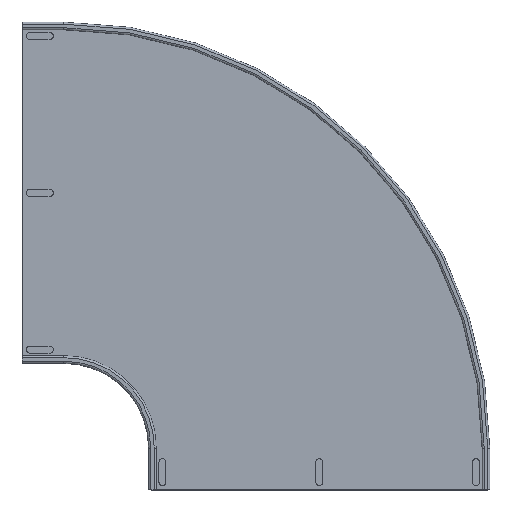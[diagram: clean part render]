
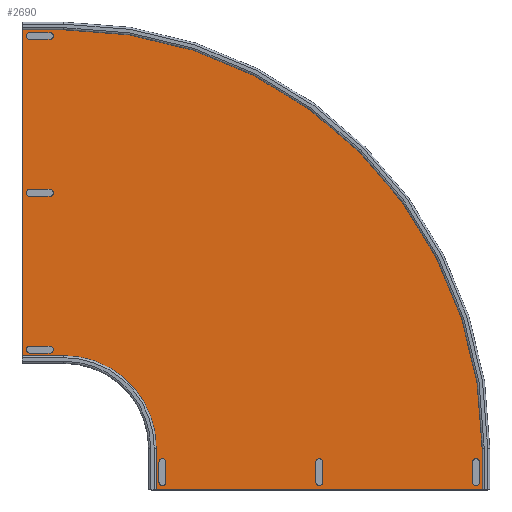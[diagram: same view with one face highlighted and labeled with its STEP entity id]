
A CAD part, top view. The second image highlights one B-rep face of the part: STEP entity #2690.
In plain terms, the highlighted planar face has unit normal (0, 0, 1).
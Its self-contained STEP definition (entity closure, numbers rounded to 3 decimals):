
#134=PLANE('',#2982);
#220=LINE('',#4193,#432);
#221=LINE('',#4199,#433);
#257=LINE('',#4318,#469);
#268=LINE('',#4406,#480);
#324=LINE('',#4565,#536);
#325=LINE('',#4567,#537);
#432=VECTOR('',#3316,1.);
#433=VECTOR('',#3321,1.);
#469=VECTOR('',#3441,1.);
#480=VECTOR('',#3560,1.);
#536=VECTOR('',#3744,1.);
#537=VECTOR('',#3747,1.);
#770=FACE_OUTER_BOUND('',#920,.T.);
#920=EDGE_LOOP('',(#2382,#2383,#2384,#2385,#2386,#2387,#2388,#2389));
#951=CIRCLE('',#2724,499.498);
#1065=CIRCLE('',#2916,102.9);
#1147=VERTEX_POINT('',#3977);
#1148=VERTEX_POINT('',#3979);
#1215=VERTEX_POINT('',#4191);
#1217=VERTEX_POINT('',#4196);
#1218=VERTEX_POINT('',#4198);
#1281=VERTEX_POINT('',#4401);
#1282=VERTEX_POINT('',#4405);
#1321=VERTEX_POINT('',#4563);
#1435=EDGE_CURVE('',#1147,#1148,#951,.T.);
#1542=EDGE_CURVE('',#1215,#1148,#220,.T.);
#1544=EDGE_CURVE('',#1217,#1218,#221,.T.);
#1603=EDGE_CURVE('',#1217,#1215,#257,.T.);
#1647=EDGE_CURVE('',#1281,#1218,#1065,.T.);
#1648=EDGE_CURVE('',#1281,#1282,#268,.T.);
#1728=EDGE_CURVE('',#1147,#1321,#324,.T.);
#1729=EDGE_CURVE('',#1321,#1282,#325,.T.);
#2382=ORIENTED_EDGE('',*,*,#1435,.F.);
#2383=ORIENTED_EDGE('',*,*,#1728,.T.);
#2384=ORIENTED_EDGE('',*,*,#1729,.T.);
#2385=ORIENTED_EDGE('',*,*,#1648,.F.);
#2386=ORIENTED_EDGE('',*,*,#1647,.T.);
#2387=ORIENTED_EDGE('',*,*,#1544,.F.);
#2388=ORIENTED_EDGE('',*,*,#1603,.T.);
#2389=ORIENTED_EDGE('',*,*,#1542,.T.);
#2690=ADVANCED_FACE('',(#770),#134,.T.);
#2724=AXIS2_PLACEMENT_3D('',#3980,#3074,#3075);
#2916=AXIS2_PLACEMENT_3D('',#4403,#3556,#3557);
#2982=AXIS2_PLACEMENT_3D('',#4566,#3745,#3746);
#3074=DIRECTION('center_axis',(0.,0.,
-1.));
#3075=DIRECTION('ref_axis',(0.,1.,0.));
#3316=DIRECTION('',(0.,1.,0.));
#3321=DIRECTION('',(0.,1.,0.));
#3441=DIRECTION('',(1.,0.,0.));
#3556=DIRECTION('center_axis',(0.,0.,
-1.));
#3557=DIRECTION('ref_axis',(0.,1.,0.));
#3560=DIRECTION('',(-1.,0.,0.));
#3744=DIRECTION('',(-1.,0.,0.));
#3745=DIRECTION('center_axis',(0.,0.,1.));
#3746=DIRECTION('ref_axis',(0.,1.,0.));
#3747=DIRECTION('',(0.,-1.,0.));
#3977=CARTESIAN_POINT('',(59.798,408.445,0.9));
#3979=CARTESIAN_POINT('',(559.295,-91.053,0.9));
#3980=CARTESIAN_POINT('Origin',(59.798,-91.053,0.9));
#4191=CARTESIAN_POINT('',(559.295,-140.353,0.9));
#4193=CARTESIAN_POINT('',(559.295,-140.353,0.9));
#4196=CARTESIAN_POINT('',(162.698,-140.353,0.9));
#4198=CARTESIAN_POINT('',(162.698,-91.053,0.9));
#4199=CARTESIAN_POINT('',(162.698,-140.353,0.9));
#4318=CARTESIAN_POINT('',(162.698,-140.353,0.9));
#4401=CARTESIAN_POINT('',(59.798,11.847,0.9));
#4403=CARTESIAN_POINT('Origin',(59.798,-91.053,0.9));
#4405=CARTESIAN_POINT('',(10.498,11.847,0.9));
#4406=CARTESIAN_POINT('',(59.798,11.847,0.9));
#4563=CARTESIAN_POINT('',(10.498,408.445,0.9));
#4565=CARTESIAN_POINT('',(59.798,408.445,0.9));
#4566=CARTESIAN_POINT('Origin',(59.798,360.146,0.9));
#4567=CARTESIAN_POINT('',(10.498,360.146,0.9));
